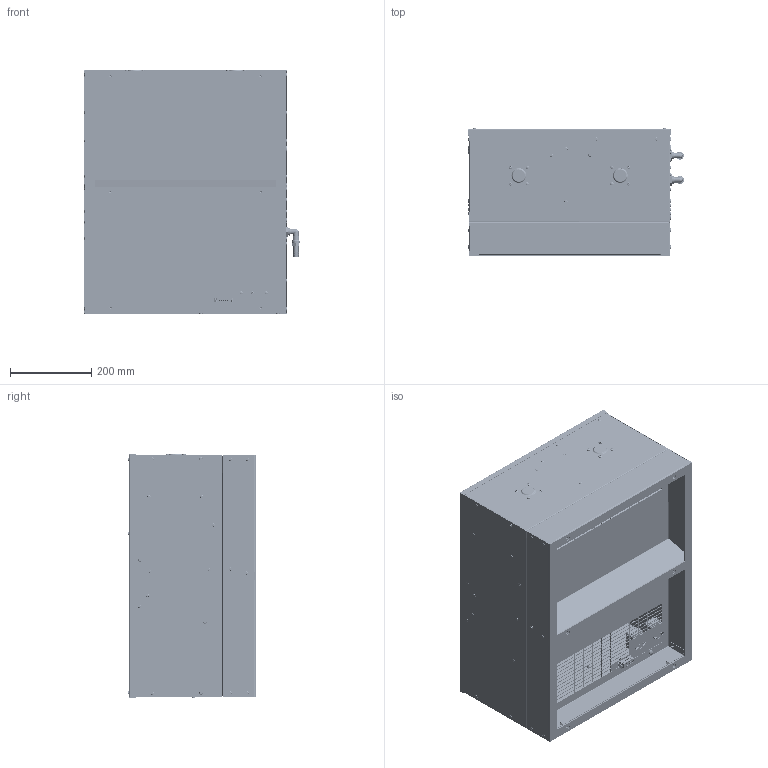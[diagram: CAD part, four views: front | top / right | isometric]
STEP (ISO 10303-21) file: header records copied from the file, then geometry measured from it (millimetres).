
FILE_DESCRIPTION((''),'2;1');
FILE_NAME('RK2200_COMPLETE_ASM_1_1_ASM','2017-04-06T',('darrels'),(''),'CREO PARAMETRIC BY PTC INC, 2014500','CREO PARAMETRIC BY PTC INC, 2014500','');
FILE_SCHEMA(('CONFIG_CONTROL_DESIGN'));
Products named in the file (44): RK2200_HOUSING_1_1; RK2200_FAN_SEPARATOR_1_1; RK2200_INLET_RING_MOUNTING_1_1; POPNUT_M6_HEX_CLOSED_1_1; POPNUT_M4_HEX_CLOSED_STEEL_1_1; RIVETED_1; RK2200_HOUSING_ASM_1_1_ASM; RK2200_COVER_1_1; RK2200_COVER_ASSY_ASM_1_1_ASM; RK2200_HOUSING_1; RK2200_WATER_CONNECTION_ASSY__1_ASM; QUARTER_INCH_TO_10MM_REDUCER__1; RK2200_EVAP_WATER_CONN_ASSY_A_1_ASM; RK2200_ELECTRICAL_BRACKET_ASS_1_ASM; THERMOSTAT_716RU_1972_1_1_2_1; THERMOSTAT_716RU_1972_1_1_2_2; THERMOSTAT_716RU_1972_1_1_2_3; THERMOSTAT_716RU_1972_1_1_2_ASM; SCREW_DIN_7985-M4X6_Z_PL_1_1; RK2200_ELEC_CONN_ASSY_ASM_1_1_ASM; WASHER_PVC_PD13_FOR_G1_4_INCH_2; ANGLE_G1-4_MALE_FEMALE_1_1; QUARTER_INCH_TO_13MM_NOZZLE_1_1; SCREW_DIN_7985-M4X6_Z_PL_1; SCREW_DIN_7985-M4X12_Z_PL_1_1; RK2200_ALARM_LABEL_1_1; RK2200_TEMP_CONTROL_LABEL_1_1; M4_X_9_5_AL_ST_PULLED_1; INLET_LABEL_1_1; OUTLET_LABEL_1_1; WAGO_721-106_037-000_1_1; RK2200_TRAY_BAFFLE_ASSY_ASM_1_1_ASM; RK2200_UNIT_ADAPTER_1_1; RK2200_ADAPTER_SEPARATOR_1_1; M4_X_11_120_CSINK_1_1; POPNUT_M6_HEX_CLOSED_1; RK2200_INS_SEAL_SIDE_STRIPS_1_1; RK2200_INS_CROSS_STRIPS_1_1; RK2200_UNIT_TO_CABINET_ADAPTE_1_ASM; WASHER_FLAT_A6_4_STEEL_1_1 ...
Assembly tree (143 placements, depth 4):
  RK2200_COMPLETE_ASM_1_1_ASM
    RK2200_HOUSING_ASM_1_1_ASM
      RK2200_HOUSING_1_1
      RK2200_FAN_SEPARATOR_1_1
      RK2200_INLET_RING_MOUNTING_1_1
      POPNUT_M6_HEX_CLOSED_1_1  x6
      POPNUT_M4_HEX_CLOSED_STEEL_1_1
      RIVETED_1  x14
    RK2200_COVER_ASSY_ASM_1_1_ASM
      RK2200_COVER_1_1
    RK2200_EVAP_WATER_CONN_ASSY_A_1_ASM
      RK2200_HOUSING_1
      RK2200_WATER_CONNECTION_ASSY__1_ASM
      QUARTER_INCH_TO_10MM_REDUCER__1  x2
    RK2200_ELEC_CONN_ASSY_ASM_1_1_ASM
      RK2200_ELECTRICAL_BRACKET_ASS_1_ASM
      THERMOSTAT_716RU_1972_1_1_2_ASM  x2
        THERMOSTAT_716RU_1972_1_1_2_1
        THERMOSTAT_716RU_1972_1_1_2_2
        THERMOSTAT_716RU_1972_1_1_2_3
      SCREW_DIN_7985-M4X6_Z_PL_1_1  x4
    WASHER_PVC_PD13_FOR_G1_4_INCH_2  x4
    ANGLE_G1-4_MALE_FEMALE_1_1  x2
    QUARTER_INCH_TO_13MM_NOZZLE_1_1  x2
    SCREW_DIN_7985-M4X6_Z_PL_1  x14
    SCREW_DIN_7985-M4X12_Z_PL_1_1  x8
    RK2200_ALARM_LABEL_1_1
    RK2200_TEMP_CONTROL_LABEL_1_1
    M4_X_9_5_AL_ST_PULLED_1  x20
    INLET_LABEL_1_1
    OUTLET_LABEL_1_1
    WAGO_721-106_037-000_1_1
    RK2200_TRAY_BAFFLE_ASSY_ASM_1_1_ASM
    RK2200_UNIT_TO_CABINET_ADAPTE_1_ASM
      RK2200_UNIT_ADAPTER_1_1
      RIVETED_1  x12
      RK2200_ADAPTER_SEPARATOR_1_1
      M4_X_11_120_CSINK_1_1  x4
      POPNUT_M6_HEX_CLOSED_1  x6
      RK2200_INS_SEAL_SIDE_STRIPS_1_1  x2
      RK2200_INS_CROSS_STRIPS_1_1  x3
    WASHER_FLAT_A6_4_STEEL_1_1  x6
    TOOTHED_WASHER_A4_6797_M4__1_1
    SCREW_DIN_7985-M6X10-4_8_1_1  x6
    POPNUT_M10_HEX_OPEN_A2_1_1
Bounding box: 531.85 x 316.04 x 602.09 mm (x, y, z)
Volume: 2770906.5 mm3; surface area: 5186803.4 mm2
Topology: 136 solids, 154 shells, 7651 faces, 20748 edges, 13470 vertices
Faces by surface type: plane 4932, cylinder 1629, torus 442, cone 438, bspline 126, sphere 84
Entity records: 169052 total; most frequent: CARTESIAN_POINT 33914, ORIENTED_EDGE 28116, DIRECTION 26340, EDGE_CURVE 14074, VECTOR 11542, LINE 11542, VERTEX_POINT 9199, AXIS2_PLACEMENT_3D 7399
